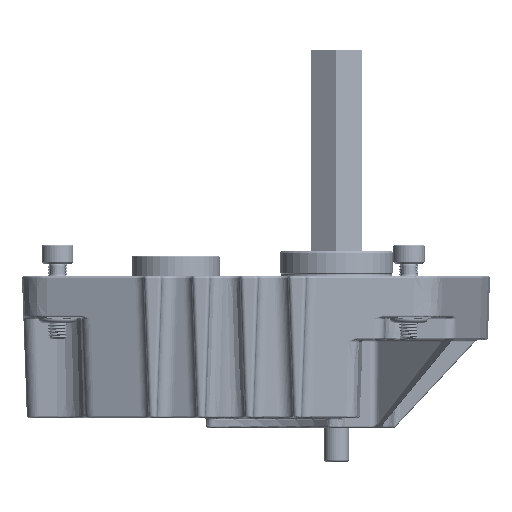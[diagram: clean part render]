
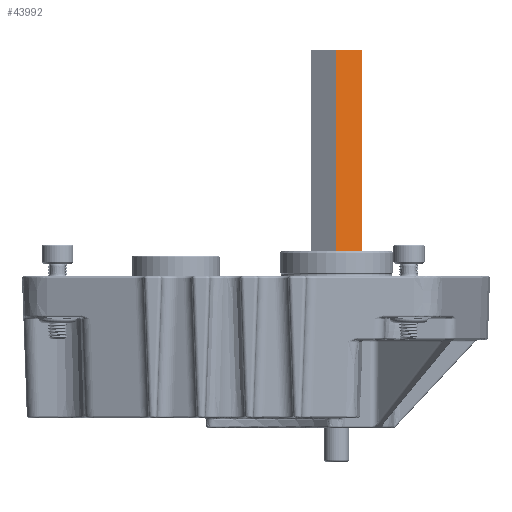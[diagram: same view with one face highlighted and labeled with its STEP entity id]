
A CAD part, left-side view. The second image highlights one B-rep face of the part: STEP entity #43992.
In plain terms, the highlighted face is planar.
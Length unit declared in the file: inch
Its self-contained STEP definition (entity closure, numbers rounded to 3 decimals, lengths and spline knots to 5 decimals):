
#610 = EDGE_CURVE ( 'NONE', #20194, #69726, #51585, .T. ) ;
#3944 = CARTESIAN_POINT ( 'NONE',  ( 3.5995, 0.25, -0.14434 ) ) ;
#7969 = EDGE_CURVE ( 'NONE', #20194, #29829, #35128, .T. ) ;
#10022 = EDGE_CURVE ( 'NONE', #69726, #44476, #57143, .T. ) ;
#18685 = CARTESIAN_POINT ( 'NONE',  ( 0.805, 0.25, -0.14434 ) ) ;
#20194 = VERTEX_POINT ( 'NONE', #3944 ) ;
#27113 = VECTOR ( 'NONE', #38229, 39.37008 ) ;
#27888 = EDGE_LOOP ( 'NONE', ( #31440, #91018, #76651, #48358 ) ) ;
#28093 = DIRECTION ( 'NONE',  ( -1., 0., 0. ) ) ;
#29829 = VERTEX_POINT ( 'NONE', #18685 ) ;
#31440 = ORIENTED_EDGE ( 'NONE', *, *, #58099, .T. ) ;
#35128 = LINE ( 'NONE', #90080, #74962 ) ;
#36756 = CARTESIAN_POINT ( 'NONE',  ( 0.805, 0.25, -0.14434 ) ) ;
#38229 = DIRECTION ( 'NONE',  ( 0., 0., 1. ) ) ;
#43992 = ADVANCED_FACE ( 'NONE', ( #86425 ), #46948, .F. ) ;
#44125 = CARTESIAN_POINT ( 'NONE',  ( 3.5995, 0.25, -0.14434 ) ) ;
#44476 = VERTEX_POINT ( 'NONE', #88643 ) ;
#46948 = PLANE ( 'NONE',  #86163 ) ;
#48128 = VECTOR ( 'NONE', #56159, 39.37008 ) ;
#48358 = ORIENTED_EDGE ( 'NONE', *, *, #7969, .T. ) ;
#51585 = LINE ( 'NONE', #44125, #52292 ) ;
#52292 = VECTOR ( 'NONE', #53025, 39.37008 ) ;
#53025 = DIRECTION ( 'NONE',  ( 0., 0., 1. ) ) ;
#56159 = DIRECTION ( 'NONE',  ( -1., 0., 0. ) ) ;
#57143 = LINE ( 'NONE', #72653, #48128 ) ;
#58099 = EDGE_CURVE ( 'NONE', #29829, #44476, #97233, .T. ) ;
#63891 = DIRECTION ( 'NONE',  ( 0., 0., -1. ) ) ;
#69726 = VERTEX_POINT ( 'NONE', #89748 ) ;
#70424 = DIRECTION ( 'NONE',  ( 0., -1., 0. ) ) ;
#72653 = CARTESIAN_POINT ( 'NONE',  ( 3.5995, 0.25, 0.14434 ) ) ;
#74962 = VECTOR ( 'NONE', #28093, 39.37008 ) ;
#76651 = ORIENTED_EDGE ( 'NONE', *, *, #610, .F. ) ;
#77393 = CARTESIAN_POINT ( 'NONE',  ( 3.5995, 0.25, -0.14434 ) ) ;
#86163 = AXIS2_PLACEMENT_3D ( 'NONE', #77393, #70424, #63891 ) ;
#86425 = FACE_OUTER_BOUND ( 'NONE', #27888, .T. ) ;
#88643 = CARTESIAN_POINT ( 'NONE',  ( 0.805, 0.25, 0.14434 ) ) ;
#89748 = CARTESIAN_POINT ( 'NONE',  ( 3.5995, 0.25, 0.14434 ) ) ;
#90080 = CARTESIAN_POINT ( 'NONE',  ( 3.5995, 0.25, -0.14434 ) ) ;
#91018 = ORIENTED_EDGE ( 'NONE', *, *, #10022, .F. ) ;
#97233 = LINE ( 'NONE', #36756, #27113 ) ;
